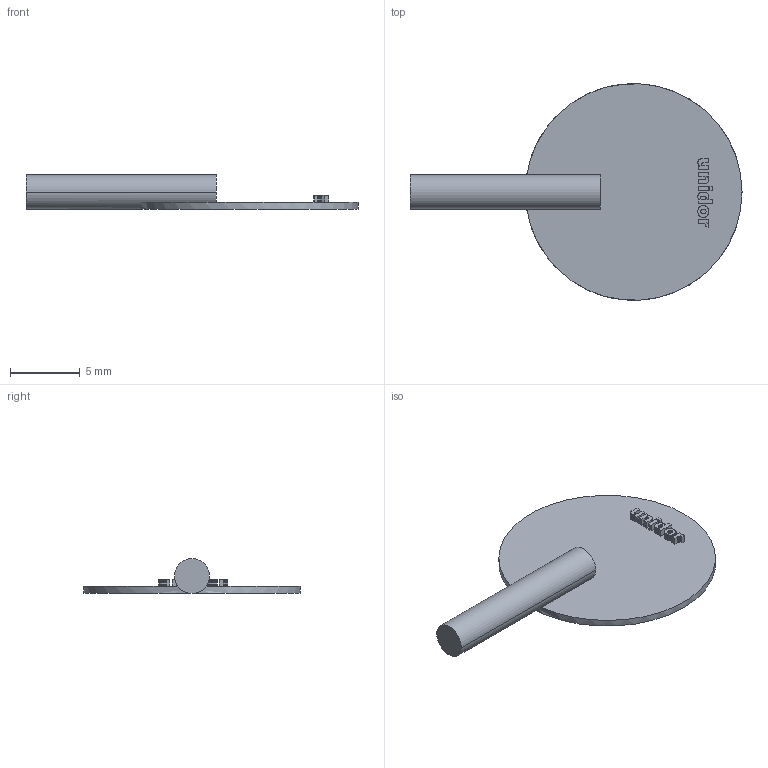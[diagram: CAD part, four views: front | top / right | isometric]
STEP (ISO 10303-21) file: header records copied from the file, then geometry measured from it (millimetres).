
FILE_DESCRIPTION(('Default'),'2;1');
FILE_NAME('PSA_D15-5_Sensor.stp','2012-12-19T19:37:41+00:00',('none'),('none'),'CATIA Version 5 Release 19 SP 2 (IN-10)','CATIA V5 STEP AP214','none');
FILE_SCHEMA(('AUTOMOTIVE_DESIGN { 1 0 10303 214 1 1 1 1 }'));
Length unit declared in the file: millimetre
Products named in the file (1): PSA_D15,5
Bounding box: 23.75 x 15.5 x 2.5 mm (x, y, z)
Volume: 158.4 mm3; surface area: 512.4 mm2
Topology: 8 solids, 8 shells, 775 faces, 2249 edges, 1499 vertices
Faces by surface type: plane 771, cylinder 4
Entity records: 23029 total; most frequent: ORIENTED_EDGE 4498, CARTESIAN_POINT 4125, DIRECTION 2983, EDGE_CURVE 2249, VECTOR 2238, LINE 2238, VERTEX_POINT 1499, EDGE_LOOP 788
